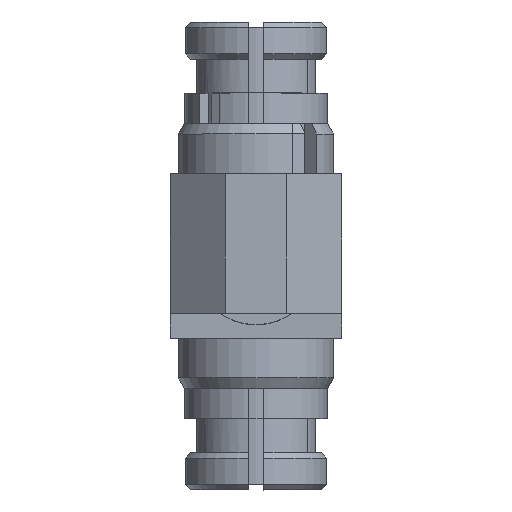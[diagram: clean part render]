
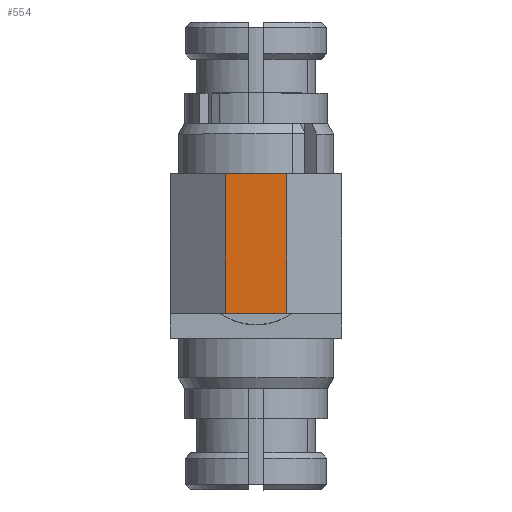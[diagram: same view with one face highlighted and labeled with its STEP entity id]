
A CAD part, top view. The second image highlights one B-rep face of the part: STEP entity #554.
In plain terms, the highlighted face is planar.
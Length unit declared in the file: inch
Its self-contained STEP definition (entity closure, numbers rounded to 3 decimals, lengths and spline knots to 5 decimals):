
#8 = VERTEX_POINT ( 'NONE', #3156 ) ;
#49 = EDGE_LOOP ( 'NONE', ( #2921, #2598, #3970, #3605 ) ) ;
#554 = ADVANCED_FACE ( 'NONE', ( #3049 ), #816, .F. ) ;
#816 = PLANE ( 'NONE',  #3931 ) ;
#943 = VECTOR ( 'NONE', #2572, 39.37008 ) ;
#1114 = DIRECTION ( 'NONE',  ( 1., 0., 0. ) ) ;
#1130 = DIRECTION ( 'NONE',  ( 0., -1., 0. ) ) ;
#1173 = VERTEX_POINT ( 'NONE', #4284 ) ;
#1228 = DIRECTION ( 'NONE',  ( 0., 0., 1. ) ) ;
#1387 = DIRECTION ( 'NONE',  ( 0., 0., -1. ) ) ;
#1854 = DIRECTION ( 'NONE',  ( 0., 0., -1. ) ) ;
#1871 = CARTESIAN_POINT ( 'NONE',  ( 0.138, 0.078, 0.028 ) ) ;
#2172 = EDGE_CURVE ( 'NONE', #2853, #1173, #2540, .T. ) ;
#2540 = LINE ( 'NONE', #3532, #4202 ) ;
#2572 = DIRECTION ( 'NONE',  ( 1., 0., 0. ) ) ;
#2598 = ORIENTED_EDGE ( 'NONE', *, *, #2837, .T. ) ;
#2612 = LINE ( 'NONE', #3810, #943 ) ;
#2659 = LINE ( 'NONE', #3473, #3364 ) ;
#2837 = EDGE_CURVE ( 'NONE', #3822, #1173, #2612, .T. ) ;
#2853 = VERTEX_POINT ( 'NONE', #3268 ) ;
#2921 = ORIENTED_EDGE ( 'NONE', *, *, #3545, .F. ) ;
#3049 = FACE_OUTER_BOUND ( 'NONE', #49, .T. ) ;
#3156 = CARTESIAN_POINT ( 'NONE',  ( 0.138, 0.078, -0.028 ) ) ;
#3268 = CARTESIAN_POINT ( 'NONE',  ( 0.265, 0.078, -0.028 ) ) ;
#3364 = VECTOR ( 'NONE', #1114, 39.37008 ) ;
#3473 = CARTESIAN_POINT ( 'NONE',  ( 0.403, 0.078, -0.028 ) ) ;
#3532 = CARTESIAN_POINT ( 'NONE',  ( 0.265, 0.078, 0.078 ) ) ;
#3545 = EDGE_CURVE ( 'NONE', #3822, #8, #3948, .T. ) ;
#3605 = ORIENTED_EDGE ( 'NONE', *, *, #3698, .F. ) ;
#3698 = EDGE_CURVE ( 'NONE', #8, #2853, #2659, .T. ) ;
#3810 = CARTESIAN_POINT ( 'NONE',  ( 0.403, 0.078, 0.028 ) ) ;
#3822 = VERTEX_POINT ( 'NONE', #1871 ) ;
#3931 = AXIS2_PLACEMENT_3D ( 'NONE', #4129, #1130, #1387 ) ;
#3936 = VECTOR ( 'NONE', #1854, 39.37008 ) ;
#3948 = LINE ( 'NONE', #3969, #3936 ) ;
#3969 = CARTESIAN_POINT ( 'NONE',  ( 0.138, 0.078, 0.078 ) ) ;
#3970 = ORIENTED_EDGE ( 'NONE', *, *, #2172, .F. ) ;
#4129 = CARTESIAN_POINT ( 'NONE',  ( 0.75062, 0.078, 0.078 ) ) ;
#4202 = VECTOR ( 'NONE', #1228, 39.37008 ) ;
#4284 = CARTESIAN_POINT ( 'NONE',  ( 0.265, 0.078, 0.028 ) ) ;
